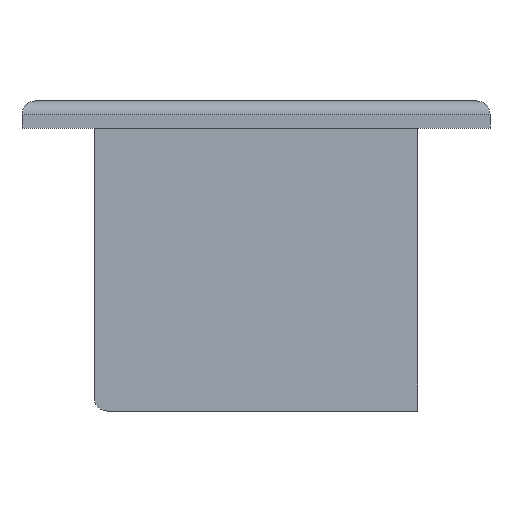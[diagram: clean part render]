
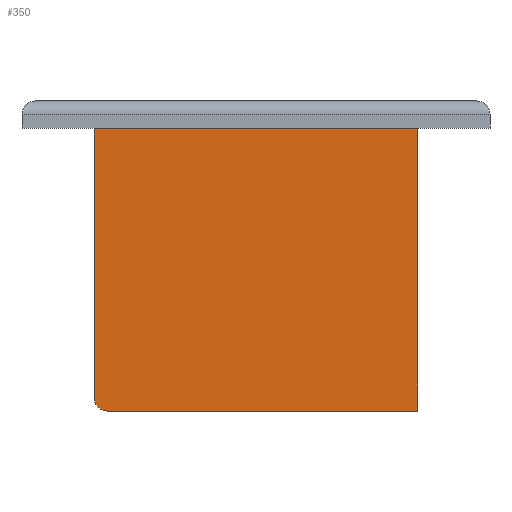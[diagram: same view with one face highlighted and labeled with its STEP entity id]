
A CAD part, front view. The second image highlights one B-rep face of the part: STEP entity #350.
In plain terms, the highlighted planar face has unit normal (0, -1, 0).
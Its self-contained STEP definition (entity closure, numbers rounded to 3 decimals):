
#30=CIRCLE('',#386,2.5);
#48=ORIENTED_EDGE('',*,*,#127,.T.);
#49=ORIENTED_EDGE('',*,*,#138,.T.);
#50=ORIENTED_EDGE('',*,*,#129,.T.);
#51=ORIENTED_EDGE('',*,*,#133,.T.);
#52=ORIENTED_EDGE('',*,*,#139,.T.);
#127=EDGE_CURVE('',#175,#174,#204,.T.);
#129=EDGE_CURVE('',#176,#177,#206,.T.);
#133=EDGE_CURVE('',#177,#180,#210,.T.);
#138=EDGE_CURVE('',#174,#176,#30,.T.);
#139=EDGE_CURVE('',#180,#175,#214,.T.);
#174=VERTEX_POINT('',#510);
#175=VERTEX_POINT('',#512);
#176=VERTEX_POINT('',#516);
#177=VERTEX_POINT('',#517);
#180=VERTEX_POINT('',#525);
#204=LINE('',#511,#245);
#206=LINE('',#515,#247);
#210=LINE('',#524,#251);
#214=LINE('',#534,#255);
#245=VECTOR('',#413,1000.);
#247=VECTOR('',#417,1000.);
#251=VECTOR('',#423,1000.);
#255=VECTOR('',#435,1000.);
#288=EDGE_LOOP('',(#48,#49,#50,#51,#52));
#311=FACE_BOUND('',#288,.T.);
#334=PLANE('',#385);
#350=ADVANCED_FACE('',(#311),#334,.T.);
#385=AXIS2_PLACEMENT_3D('',#532,#431,#432);
#386=AXIS2_PLACEMENT_3D('',#533,#433,#434);
#413=DIRECTION('',(0.,0.,-1.));
#417=DIRECTION('',(1.,0.,0.));
#423=DIRECTION('',(0.,0.,1.));
#431=DIRECTION('',(0.,-1.,0.));
#432=DIRECTION('',(0.,0.,-1.));
#433=DIRECTION('',(0.,-1.,0.));
#434=DIRECTION('',(0.,0.,-1.));
#435=DIRECTION('',(-1.,0.,0.));
#510=CARTESIAN_POINT('',(-29.75,0.,-23.5));
#511=CARTESIAN_POINT('',(-29.75,0.,26.));
#512=CARTESIAN_POINT('',(-29.75,0.,26.));
#515=CARTESIAN_POINT('',(-29.75,0.,-26.));
#516=CARTESIAN_POINT('',(-27.25,0.,-26.));
#517=CARTESIAN_POINT('',(29.75,0.,-26.));
#524=CARTESIAN_POINT('',(29.75,0.,-26.));
#525=CARTESIAN_POINT('',(29.75,0.,26.));
#532=CARTESIAN_POINT('',(0.,0.,0.));
#533=CARTESIAN_POINT('',(-27.25,0.,-23.5));
#534=CARTESIAN_POINT('',(29.75,0.,26.));
